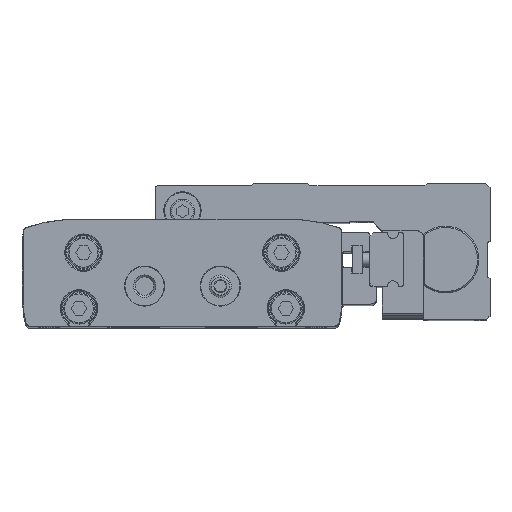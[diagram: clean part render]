
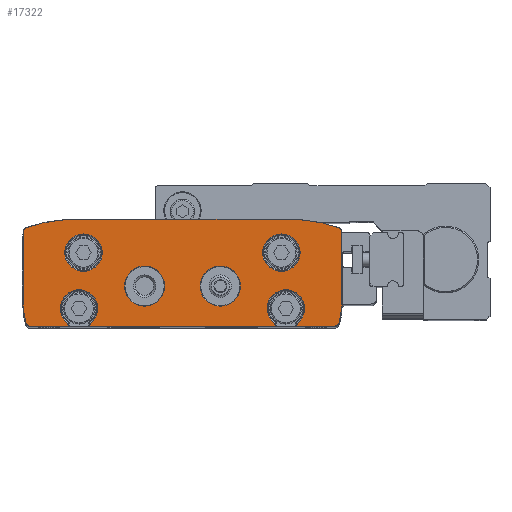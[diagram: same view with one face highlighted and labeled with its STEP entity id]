
A CAD part, top view. The second image highlights one B-rep face of the part: STEP entity #17322.
In plain terms, the highlighted planar face has unit normal (0, 0, 1).
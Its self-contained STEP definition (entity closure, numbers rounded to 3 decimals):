
#765=CIRCLE('',#21176,4.2);
#766=CIRCLE('',#21177,4.2);
#767=CIRCLE('',#21178,1.);
#768=CIRCLE('',#21179,15.);
#769=CIRCLE('',#21180,1.);
#770=CIRCLE('',#21181,35.);
#771=CIRCLE('',#21182,35.);
#772=CIRCLE('',#21183,1.);
#773=CIRCLE('',#21184,15.);
#774=CIRCLE('',#21185,1.);
#775=CIRCLE('',#21186,4.2);
#776=CIRCLE('',#21187,4.2);
#777=CIRCLE('',#21188,4.5);
#778=CIRCLE('',#21189,4.5);
#1748=ORIENTED_EDGE('',*,*,#6593,.F.);
#1749=ORIENTED_EDGE('',*,*,#6582,.T.);
#1750=ORIENTED_EDGE('',*,*,#6442,.T.);
#1751=ORIENTED_EDGE('',*,*,#6584,.F.);
#1752=ORIENTED_EDGE('',*,*,#6594,.F.);
#1753=ORIENTED_EDGE('',*,*,#6592,.T.);
#1754=ORIENTED_EDGE('',*,*,#6434,.T.);
#1755=ORIENTED_EDGE('',*,*,#6595,.T.);
#1756=ORIENTED_EDGE('',*,*,#6596,.T.);
#1757=ORIENTED_EDGE('',*,*,#6597,.T.);
#1758=ORIENTED_EDGE('',*,*,#6598,.T.);
#1759=ORIENTED_EDGE('',*,*,#6599,.T.);
#1760=ORIENTED_EDGE('',*,*,#6600,.T.);
#1761=ORIENTED_EDGE('',*,*,#6601,.T.);
#1762=ORIENTED_EDGE('',*,*,#6602,.T.);
#1763=ORIENTED_EDGE('',*,*,#6603,.T.);
#1764=ORIENTED_EDGE('',*,*,#6604,.T.);
#1765=ORIENTED_EDGE('',*,*,#6605,.T.);
#1766=ORIENTED_EDGE('',*,*,#6430,.T.);
#1767=ORIENTED_EDGE('',*,*,#6574,.F.);
#1768=ORIENTED_EDGE('',*,*,#6606,.F.);
#1769=ORIENTED_EDGE('',*,*,#6607,.F.);
#1770=ORIENTED_EDGE('',*,*,#6608,.F.);
#1771=ORIENTED_EDGE('',*,*,#6609,.F.);
#6430=EDGE_CURVE('',#8869,#8868,#10608,.T.);
#6434=EDGE_CURVE('',#8873,#8872,#10612,.T.);
#6442=EDGE_CURVE('',#8881,#8880,#10616,.T.);
#6574=EDGE_CURVE('',#9000,#8868,#10694,.T.);
#6582=EDGE_CURVE('',#9005,#8881,#10701,.T.);
#6584=EDGE_CURVE('',#9006,#8880,#10702,.T.);
#6592=EDGE_CURVE('',#9011,#8873,#10709,.T.);
#6593=EDGE_CURVE('',#9005,#9000,#765,.T.);
#6594=EDGE_CURVE('',#9011,#9006,#766,.T.);
#6595=EDGE_CURVE('',#8872,#9012,#767,.T.);
#6596=EDGE_CURVE('',#9012,#9013,#768,.T.);
#6597=EDGE_CURVE('',#9013,#9014,#10710,.T.);
#6598=EDGE_CURVE('',#9014,#9015,#769,.T.);
#6599=EDGE_CURVE('',#9015,#9016,#770,.T.);
#6600=EDGE_CURVE('',#9016,#9017,#10711,.T.);
#6601=EDGE_CURVE('',#9017,#9018,#771,.T.);
#6602=EDGE_CURVE('',#9018,#9019,#772,.T.);
#6603=EDGE_CURVE('',#9019,#9020,#10712,.T.);
#6604=EDGE_CURVE('',#9020,#9021,#773,.T.);
#6605=EDGE_CURVE('',#9021,#8869,#774,.T.);
#6606=EDGE_CURVE('',#9022,#9022,#775,.T.);
#6607=EDGE_CURVE('',#9023,#9023,#776,.T.);
#6608=EDGE_CURVE('',#9024,#9024,#777,.T.);
#6609=EDGE_CURVE('',#9025,#9025,#778,.T.);
#8868=VERTEX_POINT('',#28550);
#8869=VERTEX_POINT('',#28552);
#8872=VERTEX_POINT('',#28558);
#8873=VERTEX_POINT('',#28560);
#8880=VERTEX_POINT('',#28574);
#8881=VERTEX_POINT('',#28576);
#9000=VERTEX_POINT('',#28858);
#9005=VERTEX_POINT('',#28877);
#9006=VERTEX_POINT('',#28884);
#9011=VERTEX_POINT('',#28903);
#9012=VERTEX_POINT('',#28909);
#9013=VERTEX_POINT('',#28911);
#9014=VERTEX_POINT('',#28913);
#9015=VERTEX_POINT('',#28915);
#9016=VERTEX_POINT('',#28917);
#9017=VERTEX_POINT('',#28919);
#9018=VERTEX_POINT('',#28921);
#9019=VERTEX_POINT('',#28923);
#9020=VERTEX_POINT('',#28925);
#9021=VERTEX_POINT('',#28927);
#9022=VERTEX_POINT('',#28930);
#9023=VERTEX_POINT('',#28932);
#9024=VERTEX_POINT('',#28934);
#9025=VERTEX_POINT('',#28936);
#10608=LINE('',#28551,#12135);
#10612=LINE('',#28559,#12139);
#10616=LINE('',#28575,#12143);
#10694=LINE('',#28860,#12221);
#10701=LINE('',#28878,#12228);
#10702=LINE('',#28886,#12229);
#10709=LINE('',#28904,#12236);
#10710=LINE('',#28912,#12237);
#10711=LINE('',#28918,#12238);
#10712=LINE('',#28924,#12239);
#12135=VECTOR('',#23080,1000.);
#12139=VECTOR('',#23084,1000.);
#12143=VECTOR('',#23096,1000.);
#12221=VECTOR('',#23306,1000.);
#12228=VECTOR('',#23319,1000.);
#12229=VECTOR('',#23322,1000.);
#12236=VECTOR('',#23335,1000.);
#12237=VECTOR('',#23346,1000.);
#12238=VECTOR('',#23351,1000.);
#12239=VECTOR('',#23356,1000.);
#13702=EDGE_LOOP('',(#1748,#1749,#1750,#1751,#1752,#1753,#1754,#1755,#1756,
#1757,#1758,#1759,#1760,#1761,#1762,#1763,#1764,#1765,#1766,#1767));
#13703=EDGE_LOOP('',(#1768));
#13704=EDGE_LOOP('',(#1769));
#13705=EDGE_LOOP('',(#1770));
#13706=EDGE_LOOP('',(#1771));
#15231=FACE_BOUND('',#13702,.T.);
#15232=FACE_BOUND('',#13703,.T.);
#15233=FACE_BOUND('',#13704,.T.);
#15234=FACE_BOUND('',#13705,.T.);
#15235=FACE_BOUND('',#13706,.T.);
#16752=PLANE('',#21175);
#17322=ADVANCED_FACE('',(#15231,#15232,#15233,#15234,#15235),#16752,.T.);
#21175=AXIS2_PLACEMENT_3D('',#28905,#23336,#23337);
#21176=AXIS2_PLACEMENT_3D('',#28906,#23338,#23339);
#21177=AXIS2_PLACEMENT_3D('',#28907,#23340,#23341);
#21178=AXIS2_PLACEMENT_3D('',#28908,#23342,#23343);
#21179=AXIS2_PLACEMENT_3D('',#28910,#23344,#23345);
#21180=AXIS2_PLACEMENT_3D('',#28914,#23347,#23348);
#21181=AXIS2_PLACEMENT_3D('',#28916,#23349,#23350);
#21182=AXIS2_PLACEMENT_3D('',#28920,#23352,#23353);
#21183=AXIS2_PLACEMENT_3D('',#28922,#23354,#23355);
#21184=AXIS2_PLACEMENT_3D('',#28926,#23357,#23358);
#21185=AXIS2_PLACEMENT_3D('',#28928,#23359,#23360);
#21186=AXIS2_PLACEMENT_3D('',#28929,#23361,#23362);
#21187=AXIS2_PLACEMENT_3D('',#28931,#23363,#23364);
#21188=AXIS2_PLACEMENT_3D('',#28933,#23365,#23366);
#21189=AXIS2_PLACEMENT_3D('',#28935,#23367,#23368);
#23080=DIRECTION('',(1.,0.,0.));
#23084=DIRECTION('',(1.,0.,0.));
#23096=DIRECTION('',(1.,0.,0.));
#23306=DIRECTION('',(0.,-1.,0.));
#23319=DIRECTION('',(0.,-1.,0.));
#23322=DIRECTION('',(0.,-1.,0.));
#23335=DIRECTION('',(0.,-1.,0.));
#23336=DIRECTION('',(0.,0.,1.));
#23337=DIRECTION('',(1.,0.,0.));
#23338=DIRECTION('',(0.,0.,1.));
#23339=DIRECTION('',(1.,0.,0.));
#23340=DIRECTION('',(0.,0.,1.));
#23341=DIRECTION('',(1.,0.,0.));
#23342=DIRECTION('',(0.,0.,1.));
#23343=DIRECTION('',(1.,0.,0.));
#23344=DIRECTION('',(0.,0.,1.));
#23345=DIRECTION('',(1.,0.,0.));
#23346=DIRECTION('',(0.,1.,0.));
#23347=DIRECTION('',(0.,0.,1.));
#23348=DIRECTION('',(1.,0.,0.));
#23349=DIRECTION('',(0.,0.,1.));
#23350=DIRECTION('',(1.,0.,0.));
#23351=DIRECTION('',(-1.,0.,0.));
#23352=DIRECTION('',(0.,0.,1.));
#23353=DIRECTION('',(1.,0.,0.));
#23354=DIRECTION('',(0.,0.,1.));
#23355=DIRECTION('',(1.,0.,0.));
#23356=DIRECTION('',(0.,-1.,0.));
#23357=DIRECTION('',(0.,0.,1.));
#23358=DIRECTION('',(1.,0.,0.));
#23359=DIRECTION('',(0.,0.,1.));
#23360=DIRECTION('',(1.,0.,0.));
#23361=DIRECTION('',(0.,0.,1.));
#23362=DIRECTION('',(1.,0.,0.));
#23363=DIRECTION('',(0.,0.,1.));
#23364=DIRECTION('',(1.,0.,0.));
#23365=DIRECTION('',(0.,0.,1.));
#23366=DIRECTION('',(1.,0.,0.));
#23367=DIRECTION('',(0.,0.,1.));
#23368=DIRECTION('',(1.,0.,0.));
#28550=CARTESIAN_POINT('',(-25.7,0.,130.));
#28551=CARTESIAN_POINT('',(-34.116,0.,130.));
#28552=CARTESIAN_POINT('',(-34.116,0.,130.));
#28558=CARTESIAN_POINT('',(34.116,0.,130.));
#28559=CARTESIAN_POINT('',(-34.116,0.,130.));
#28560=CARTESIAN_POINT('',(25.7,0.,130.));
#28574=CARTESIAN_POINT('',(20.7,0.,130.));
#28575=CARTESIAN_POINT('',(-34.116,0.,130.));
#28576=CARTESIAN_POINT('',(-20.7,0.,130.));
#28858=CARTESIAN_POINT('',(-25.7,0.625,130.));
#28860=CARTESIAN_POINT('',(-25.7,4.,130.));
#28877=CARTESIAN_POINT('',(-20.7,0.625,130.));
#28878=CARTESIAN_POINT('',(-20.7,4.,130.));
#28884=CARTESIAN_POINT('',(20.7,0.625,130.));
#28886=CARTESIAN_POINT('',(20.7,4.,130.));
#28903=CARTESIAN_POINT('',(25.7,0.625,130.));
#28904=CARTESIAN_POINT('',(25.7,4.,130.));
#28905=CARTESIAN_POINT('',(-20.7,5.,130.));
#28906=CARTESIAN_POINT('',(-23.2,4.,130.));
#28907=CARTESIAN_POINT('',(23.2,4.,130.));
#28908=CARTESIAN_POINT('',(34.116,1.,130.));
#28909=CARTESIAN_POINT('',(35.075,0.714,130.));
#28910=CARTESIAN_POINT('',(20.7,5.,130.));
#28911=CARTESIAN_POINT('',(35.7,5.,130.));
#28912=CARTESIAN_POINT('',(35.7,5.,130.));
#28913=CARTESIAN_POINT('',(35.7,21.171,130.));
#28914=CARTESIAN_POINT('',(34.7,21.171,130.));
#28915=CARTESIAN_POINT('',(35.024,22.118,130.));
#28916=CARTESIAN_POINT('',(23.7,-11.,130.));
#28917=CARTESIAN_POINT('',(23.7,24.,130.));
#28918=CARTESIAN_POINT('',(23.7,24.,130.));
#28919=CARTESIAN_POINT('',(-23.7,24.,130.));
#28920=CARTESIAN_POINT('',(-23.7,-11.,130.));
#28921=CARTESIAN_POINT('',(-35.024,22.118,130.));
#28922=CARTESIAN_POINT('',(-34.7,21.171,130.));
#28923=CARTESIAN_POINT('',(-35.7,21.171,130.));
#28924=CARTESIAN_POINT('',(-35.7,21.171,130.));
#28925=CARTESIAN_POINT('',(-35.7,5.,130.));
#28926=CARTESIAN_POINT('',(-20.7,5.,130.));
#28927=CARTESIAN_POINT('',(-35.075,0.714,130.));
#28928=CARTESIAN_POINT('',(-34.116,1.,130.));
#28929=CARTESIAN_POINT('',(-22.2,16.5,130.));
#28930=CARTESIAN_POINT('',(-18.,16.5,130.));
#28931=CARTESIAN_POINT('',(22.2,16.5,130.));
#28932=CARTESIAN_POINT('',(26.4,16.5,130.));
#28933=CARTESIAN_POINT('',(-8.5,9.,130.));
#28934=CARTESIAN_POINT('',(-4.,9.,130.));
#28935=CARTESIAN_POINT('',(8.5,9.,130.));
#28936=CARTESIAN_POINT('',(13.,9.,130.));
